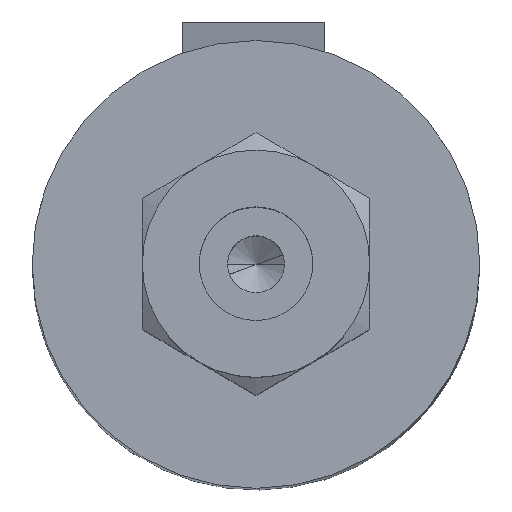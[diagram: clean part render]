
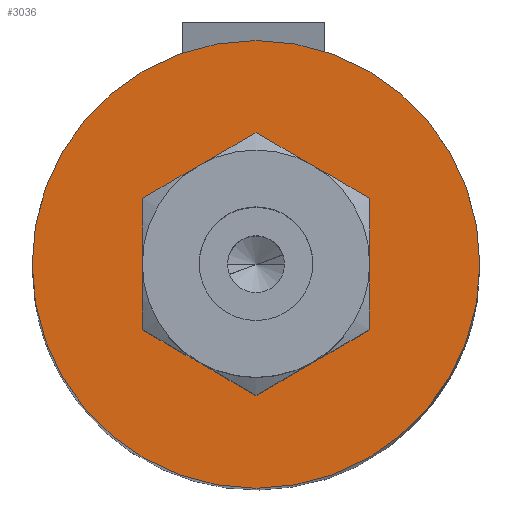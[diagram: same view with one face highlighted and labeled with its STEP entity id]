
A CAD part, top view. The second image highlights one B-rep face of the part: STEP entity #3036.
In plain terms, the highlighted planar face has unit normal (0, 0, 1).
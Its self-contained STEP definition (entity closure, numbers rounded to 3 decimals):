
#118 = CARTESIAN_POINT ( 'NONE',  ( 0., 0., 50.7 ) ) ;
#163 = CARTESIAN_POINT ( 'NONE',  ( 2.1, 0., 50.7 ) ) ;
#189 = CIRCLE ( 'NONE', #1952, 7.875 ) ;
#215 = EDGE_LOOP ( 'NONE', ( #906, #2715 ) ) ;
#260 = PLANE ( 'NONE',  #3240 ) ;
#351 = DIRECTION ( 'NONE',  ( 1., 0., 0. ) ) ;
#434 = CARTESIAN_POINT ( 'NONE',  ( -7.875, 0., 50.7 ) ) ;
#631 = CIRCLE ( 'NONE', #2756, 7.875 ) ;
#706 = VERTEX_POINT ( 'NONE', #434 ) ;
#726 = DIRECTION ( 'NONE',  ( 0., 0., 1. ) ) ;
#748 = DIRECTION ( 'NONE',  ( 1., 0., 0. ) ) ;
#819 = FACE_BOUND ( 'NONE', #215, .T. ) ;
#906 = ORIENTED_EDGE ( 'NONE', *, *, #2260, .F. ) ;
#959 = CARTESIAN_POINT ( 'NONE',  ( 0., 0., 50.7 ) ) ;
#1310 = CARTESIAN_POINT ( 'NONE',  ( -2.1, 0., 50.7 ) ) ;
#1470 = CIRCLE ( 'NONE', #1947, 2.1 ) ;
#1572 = EDGE_CURVE ( 'NONE', #706, #2368, #189, .T. ) ;
#1947 = AXIS2_PLACEMENT_3D ( 'NONE', #2450, #726, #2534 ) ;
#1952 = AXIS2_PLACEMENT_3D ( 'NONE', #2545, #3705, #748 ) ;
#2084 = CIRCLE ( 'NONE', #2998, 2.1 ) ;
#2166 = VERTEX_POINT ( 'NONE', #163 ) ;
#2205 = VERTEX_POINT ( 'NONE', #1310 ) ;
#2253 = CARTESIAN_POINT ( 'NONE',  ( 0., 0., 50.7 ) ) ;
#2260 = EDGE_CURVE ( 'NONE', #2166, #2205, #1470, .T. ) ;
#2368 = VERTEX_POINT ( 'NONE', #2608 ) ;
#2444 = DIRECTION ( 'NONE',  ( 0., 0., 1. ) ) ;
#2450 = CARTESIAN_POINT ( 'NONE',  ( 0., 0., 50.7 ) ) ;
#2534 = DIRECTION ( 'NONE',  ( 1., 0., 0. ) ) ;
#2545 = CARTESIAN_POINT ( 'NONE',  ( 0., 0., 50.7 ) ) ;
#2608 = CARTESIAN_POINT ( 'NONE',  ( 7.875, 0., 50.7 ) ) ;
#2715 = ORIENTED_EDGE ( 'NONE', *, *, #3572, .F. ) ;
#2756 = AXIS2_PLACEMENT_3D ( 'NONE', #118, #2974, #351 ) ;
#2902 = EDGE_LOOP ( 'NONE', ( #3194, #3580 ) ) ;
#2974 = DIRECTION ( 'NONE',  ( 0., 0., 1. ) ) ;
#2996 = DIRECTION ( 'NONE',  ( 1., 0., 0. ) ) ;
#2998 = AXIS2_PLACEMENT_3D ( 'NONE', #959, #2444, #2996 ) ;
#3036 = ADVANCED_FACE ( 'NONE', ( #819, #3443 ), #260, .T. ) ;
#3152 = DIRECTION ( 'NONE',  ( 1., 0., 0. ) ) ;
#3194 = ORIENTED_EDGE ( 'NONE', *, *, #1572, .T. ) ;
#3240 = AXIS2_PLACEMENT_3D ( 'NONE', #2253, #3703, #3152 ) ;
#3443 = FACE_OUTER_BOUND ( 'NONE', #2902, .T. ) ;
#3551 = EDGE_CURVE ( 'NONE', #2368, #706, #631, .T. ) ;
#3572 = EDGE_CURVE ( 'NONE', #2205, #2166, #2084, .T. ) ;
#3580 = ORIENTED_EDGE ( 'NONE', *, *, #3551, .T. ) ;
#3703 = DIRECTION ( 'NONE',  ( 0., 0., 1. ) ) ;
#3705 = DIRECTION ( 'NONE',  ( 0., 0., 1. ) ) ;
